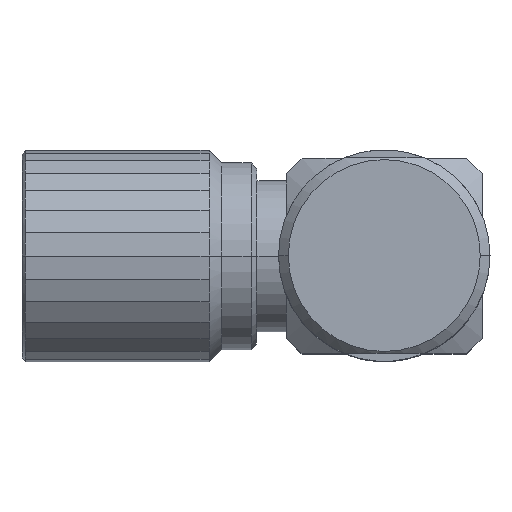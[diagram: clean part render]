
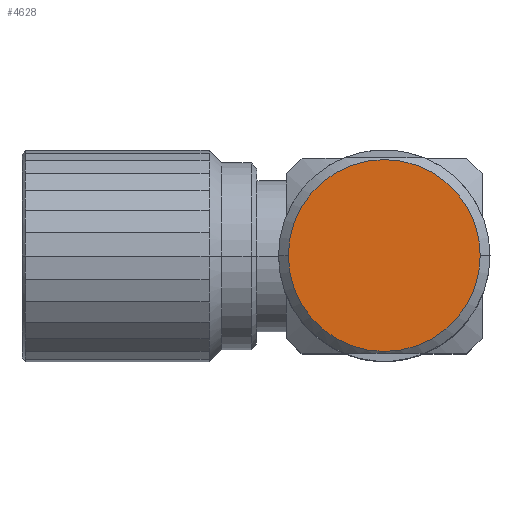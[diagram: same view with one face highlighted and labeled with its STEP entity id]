
A CAD part, top view. The second image highlights one B-rep face of the part: STEP entity #4628.
In plain terms, the highlighted planar face has unit normal (0, 0, 1).
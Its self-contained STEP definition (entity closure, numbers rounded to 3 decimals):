
#1977=CARTESIAN_POINT('',(6.55,0.,12.95));
#1978=DIRECTION('',(0.,0.,-1.));
#1979=DIRECTION('',(1.,0.,0.));
#1980=AXIS2_PLACEMENT_3D('',#1977,#1978,#1979);
#1982=CARTESIAN_POINT('',(6.55,0.,12.95));
#1983=DIRECTION('',(0.,0.,-1.));
#1984=DIRECTION('',(-1.,0.,0.));
#1985=AXIS2_PLACEMENT_3D('',#1982,#1983,#1984);
#2259=CARTESIAN_POINT('',(11.45,0.,12.95));
#2260=CARTESIAN_POINT('',(1.65,0.,12.95));
#2261=VERTEX_POINT('',#2259);
#2262=VERTEX_POINT('',#2260);
#4619=CARTESIAN_POINT('',(6.55,0.,12.95));
#4620=DIRECTION('',(0.,0.,1.));
#4621=DIRECTION('',(-1.,0.,0.));
#4622=AXIS2_PLACEMENT_3D('',#4619,#4620,#4621);
#4623=PLANE('',#4622);
#4624=ORIENTED_EDGE('',*,*,#4581,.T.);
#4625=ORIENTED_EDGE('',*,*,#4563,.T.);
#4626=EDGE_LOOP('',(#4624,#4625));
#4627=FACE_OUTER_BOUND('',#4626,.F.);
#1981=CIRCLE('',#1980,4.9);
#1986=CIRCLE('',#1985,4.9);
#4563=EDGE_CURVE('',#2262,#2261,#1986,.T.);
#4581=EDGE_CURVE('',#2261,#2262,#1981,.T.);
#4628=ADVANCED_FACE('',(#4627),#4623,.T.);
